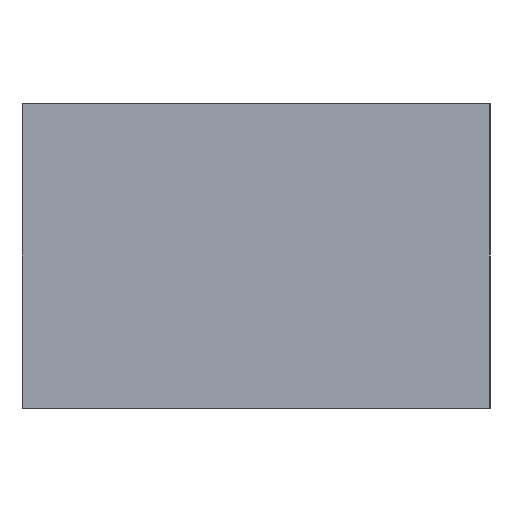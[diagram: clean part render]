
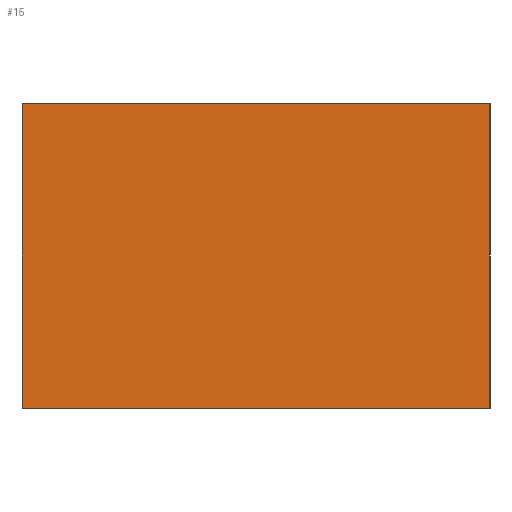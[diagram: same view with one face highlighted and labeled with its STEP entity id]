
A CAD part, left-side view. The second image highlights one B-rep face of the part: STEP entity #15.
In plain terms, the highlighted planar face has unit normal (-1, 0, 0).
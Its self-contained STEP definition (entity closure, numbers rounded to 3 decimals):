
#2 = CARTESIAN_POINT ( 'NONE',  ( -0.5, 0.3, 0.39 ) ) ;
#4 = DIRECTION ( 'NONE',  ( 0., 0., -1. ) ) ;
#6 = EDGE_CURVE ( 'NONE', #136, #133, #131, .T. ) ;
#15 = ADVANCED_FACE ( 'NONE', ( #127 ), #217, .F. ) ;
#83 = CARTESIAN_POINT ( 'NONE',  ( -0.5, 0.3, 0.39 ) ) ;
#88 = DIRECTION ( 'NONE',  ( 1., 0., 0. ) ) ;
#91 = AXIS2_PLACEMENT_3D ( 'NONE', #2, #88, #235 ) ;
#102 = LINE ( 'NONE', #191, #112 ) ;
#107 = LINE ( 'NONE', #192, #120 ) ;
#111 = VECTOR ( 'NONE', #203, 1000. ) ;
#112 = VECTOR ( 'NONE', #187, 1000. ) ;
#114 = LINE ( 'NONE', #206, #111 ) ;
#119 = EDGE_CURVE ( 'NONE', #133, #160, #114, .T. ) ;
#120 = VECTOR ( 'NONE', #186, 1000. ) ;
#127 = FACE_OUTER_BOUND ( 'NONE', #137, .T. ) ;
#130 = VECTOR ( 'NONE', #4, 1000. ) ;
#131 = LINE ( 'NONE', #83, #130 ) ;
#133 = VERTEX_POINT ( 'NONE', #213 ) ;
#136 = VERTEX_POINT ( 'NONE', #205 ) ;
#137 = EDGE_LOOP ( 'NONE', ( #151, #168, #167, #153 ) ) ;
#151 = ORIENTED_EDGE ( 'NONE', *, *, #119, .T. ) ;
#153 = ORIENTED_EDGE ( 'NONE', *, *, #6, .T. ) ;
#159 = VERTEX_POINT ( 'NONE', #195 ) ;
#160 = VERTEX_POINT ( 'NONE', #194 ) ;
#167 = ORIENTED_EDGE ( 'NONE', *, *, #190, .F. ) ;
#168 = ORIENTED_EDGE ( 'NONE', *, *, #181, .F. ) ;
#181 = EDGE_CURVE ( 'NONE', #159, #160, #107, .T. ) ;
#186 = DIRECTION ( 'NONE',  ( 0., 0., -1. ) ) ;
#187 = DIRECTION ( 'NONE',  ( 0., -1., 0. ) ) ;
#190 = EDGE_CURVE ( 'NONE', #136, #159, #102, .T. ) ;
#191 = CARTESIAN_POINT ( 'NONE',  ( -0.5, 0.3, 0.39 ) ) ;
#192 = CARTESIAN_POINT ( 'NONE',  ( -0.5, -0.3, 0.39 ) ) ;
#194 = CARTESIAN_POINT ( 'NONE',  ( -0.5, -0.3, 0. ) ) ;
#195 = CARTESIAN_POINT ( 'NONE',  ( -0.5, -0.3, 0.39 ) ) ;
#203 = DIRECTION ( 'NONE',  ( 0., -1., 0. ) ) ;
#205 = CARTESIAN_POINT ( 'NONE',  ( -0.5, 0.3, 0.39 ) ) ;
#206 = CARTESIAN_POINT ( 'NONE',  ( -0.5, 0.3, 0. ) ) ;
#213 = CARTESIAN_POINT ( 'NONE',  ( -0.5, 0.3, 0. ) ) ;
#217 = PLANE ( 'NONE',  #91 ) ;
#235 = DIRECTION ( 'NONE',  ( 0., 0., -1. ) ) ;
